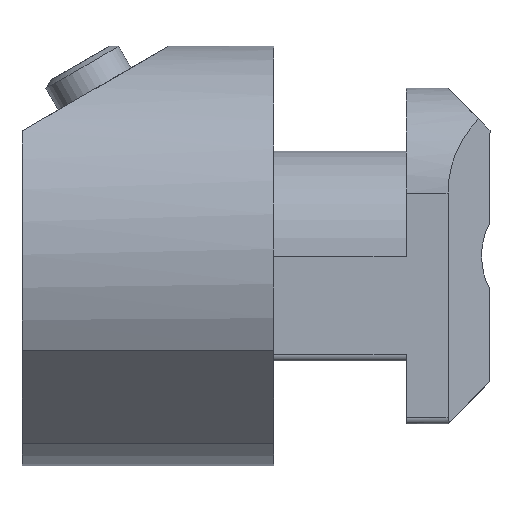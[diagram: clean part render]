
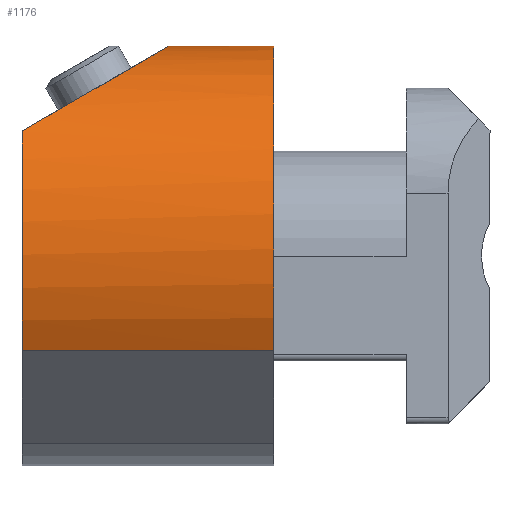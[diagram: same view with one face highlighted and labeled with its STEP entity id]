
A CAD part, left-side view. The second image highlights one B-rep face of the part: STEP entity #1176.
In plain terms, the highlighted cylindrical face has radius 10 mm (diameter 20 mm), a partial arc.
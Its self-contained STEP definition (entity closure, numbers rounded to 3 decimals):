
#13 = ORIENTED_EDGE ( 'NONE', *, *, #780, .T. ) ;
#94 = VERTEX_POINT ( 'NONE', #697 ) ;
#99 =( BOUNDED_CURVE ( )  B_SPLINE_CURVE ( 3, ( #829, #1489, #1983, #513 ),
 .UNSPECIFIED., .F., .F. ) 
 B_SPLINE_CURVE_WITH_KNOTS ( ( 4, 4 ),
 ( 5.815, 7.216 ),
 .UNSPECIFIED. ) 
 CURVE ( )  GEOMETRIC_REPRESENTATION_ITEM ( )  RATIONAL_B_SPLINE_CURVE ( ( 1., 0.843, 0.843, 1. ) ) 
 REPRESENTATION_ITEM ( '' )  );
#142 = FACE_OUTER_BOUND ( 'NONE', #496, .T. ) ;
#322 = VECTOR ( 'NONE', #1623, 1000. ) ;
#379 = CARTESIAN_POINT ( 'NONE',  ( 22.727, -27.263, 11.15 ) ) ;
#418 = VERTEX_POINT ( 'NONE', #765 ) ;
#496 = EDGE_LOOP ( 'NONE', ( #1558, #696, #1601, #13, #1177 ) ) ;
#513 = CARTESIAN_POINT ( 'NONE',  ( 22.727, -27.263, 11.15 ) ) ;
#696 = ORIENTED_EDGE ( 'NONE', *, *, #1622, .T. ) ;
#697 = CARTESIAN_POINT ( 'NONE',  ( 35.268, -30.23, -0.85 ) ) ;
#764 = VERTEX_POINT ( 'NONE', #379 ) ;
#765 = CARTESIAN_POINT ( 'NONE',  ( 21.833, -16.795, 11.15 ) ) ;
#780 = EDGE_CURVE ( 'NONE', #1039, #764, #99, .T. ) ;
#787 = AXIS2_PLACEMENT_3D ( 'NONE', #1261, #1608, #2067 ) ;
#809 = CARTESIAN_POINT ( 'NONE',  ( 30.758, -21.304, 11.15 ) ) ;
#817 = CARTESIAN_POINT ( 'NONE',  ( 30.758, -21.304, 11.15 ) ) ;
#820 = AXIS2_PLACEMENT_3D ( 'NONE', #809, #1793, #1639 ) ;
#829 = CARTESIAN_POINT ( 'NONE',  ( 35.268, -30.23, 6.011 ) ) ;
#878 = VERTEX_POINT ( 'NONE', #1082 ) ;
#955 = DIRECTION ( 'NONE',  ( 1., 0., 0. ) ) ;
#989 = CARTESIAN_POINT ( 'NONE',  ( 35.268, -30.23, 6.011 ) ) ;
#1037 = EDGE_CURVE ( 'NONE', #94, #1039, #1809, .T. ) ;
#1039 = VERTEX_POINT ( 'NONE', #989 ) ;
#1062 = CIRCLE ( 'NONE', #787, 10. ) ;
#1082 = CARTESIAN_POINT ( 'NONE',  ( 21.833, -16.795, -0.85 ) ) ;
#1119 = CYLINDRICAL_SURFACE ( 'NONE', #820, 10. ) ;
#1125 = EDGE_CURVE ( 'NONE', #764, #418, #1547, .T. ) ;
#1176 = ADVANCED_FACE ( 'NONE', ( #142 ), #1119, .T. ) ;
#1177 = ORIENTED_EDGE ( 'NONE', *, *, #1125, .T. ) ;
#1198 = DIRECTION ( 'NONE',  ( 0., 0., 1. ) ) ;
#1210 = CARTESIAN_POINT ( 'NONE',  ( 21.833, -16.795, -0.85 ) ) ;
#1261 = CARTESIAN_POINT ( 'NONE',  ( 30.758, -21.304, -0.85 ) ) ;
#1396 = EDGE_CURVE ( 'NONE', #878, #418, #1517, .T. ) ;
#1442 = AXIS2_PLACEMENT_3D ( 'NONE', #817, #1941, #955 ) ;
#1489 = CARTESIAN_POINT ( 'NONE',  ( 30.721, -32.527, 2.032 ) ) ;
#1517 = LINE ( 'NONE', #1210, #1655 ) ;
#1547 = CIRCLE ( 'NONE', #1442, 10. ) ;
#1558 = ORIENTED_EDGE ( 'NONE', *, *, #1396, .F. ) ;
#1601 = ORIENTED_EDGE ( 'NONE', *, *, #1037, .T. ) ;
#1608 = DIRECTION ( 'NONE',  ( 0., 0., 1. ) ) ;
#1622 = EDGE_CURVE ( 'NONE', #878, #94, #1062, .T. ) ;
#1623 = DIRECTION ( 'NONE',  ( 0., 0., 1. ) ) ;
#1639 = DIRECTION ( 'NONE',  ( -1., 0., 0. ) ) ;
#1655 = VECTOR ( 'NONE', #1198, 1000. ) ;
#1793 = DIRECTION ( 'NONE',  ( 0., 0., -1. ) ) ;
#1809 = LINE ( 'NONE', #2124, #322 ) ;
#1941 = DIRECTION ( 'NONE',  ( 0., 0., -1. ) ) ;
#1983 = CARTESIAN_POINT ( 'NONE',  ( 25.763, -31.354, 4.063 ) ) ;
#2067 = DIRECTION ( 'NONE',  ( 1., 0., 0. ) ) ;
#2124 = CARTESIAN_POINT ( 'NONE',  ( 35.268, -30.23, -0.85 ) ) ;
